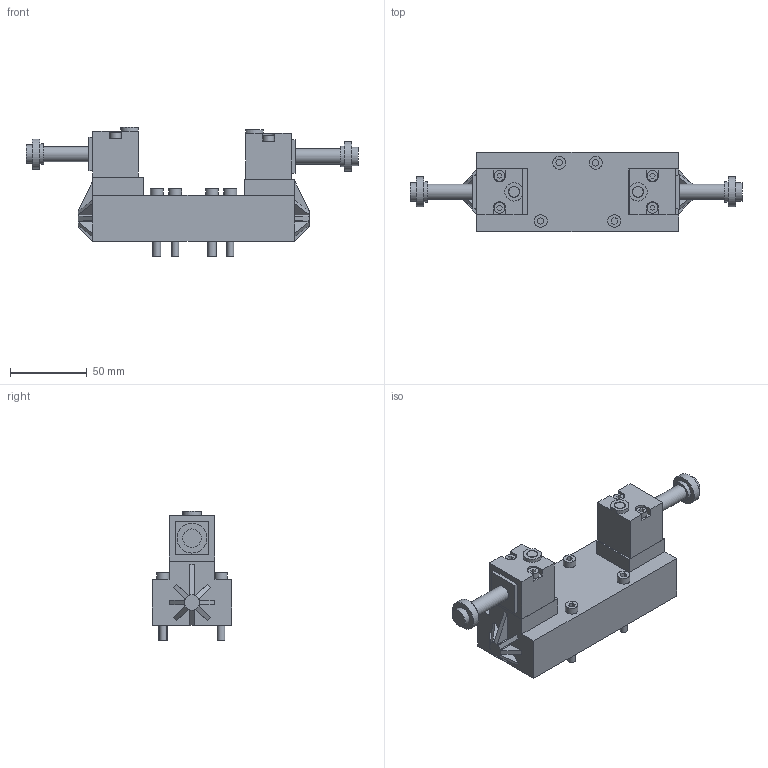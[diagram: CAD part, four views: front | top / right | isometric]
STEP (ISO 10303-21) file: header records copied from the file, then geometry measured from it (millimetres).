
FILE_DESCRIPTION(/* description */ ('Unknown'),/* implementation_level */ '2;1');
FILE_NAME(/* name */ '1012.52.3.5.M3R',/* time_stamp */ '2018-04-02T14:41:38-04:00',/* author */ ('Unknown'),/* organization */ ('Unknown'),/* preprocessor_version */ 'ST-DEVELOPER v16.7',/* originating_system */ 'DEX',/* authorisation */ $);
FILE_SCHEMA (('AUTOMOTIVE_DESIGN {1 0 10303 214 3 1 1}'));
Length unit declared in the file: millimetre
Products named in the file (4): 1012.52.3.9.M3R; 1012_52_3_9; M___0; M__
Assembly tree (3 placements, depth 2):
  1012.52.3.9.M3R
    1012_52_3_9
    M___0
    M__
Bounding box: 217 x 52 x 84.5 mm (x, y, z)
Volume: 299423.2 mm3; surface area: 47657.6 mm2
Topology: 3 solids, 3 shells, 241 faces, 579 edges, 384 vertices
Faces by surface type: plane 189, cylinder 52
Full cylindrical faces by diameter (mm): 3.3 x2, 4 x4, 4.486 x1, 4.497 x1, 5 x1, 5.543 x1, 7 x6, 7.3 x2, 8.3 x4, 10 x2, 12 x2, 13.3 x2, 19.5 x2
Entity records: 8569 total; most frequent: CARTESIAN_POINT 1178, DIRECTION 1143, ORIENTED_EDGE 1098, EDGE_CURVE 549, LINE 445, VECTOR 445, VERTEX_POINT 384, AXIS2_PLACEMENT_3D 349
